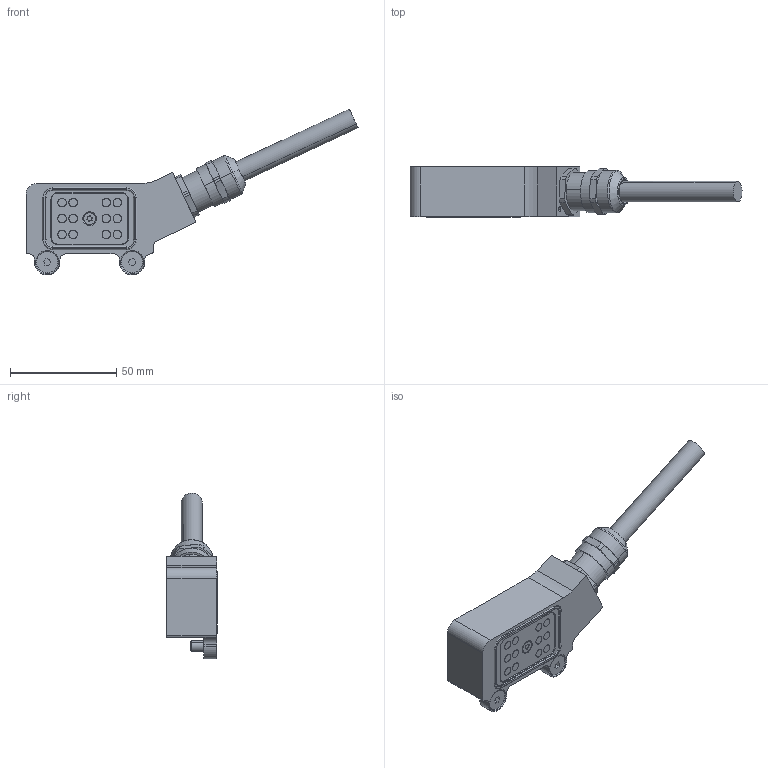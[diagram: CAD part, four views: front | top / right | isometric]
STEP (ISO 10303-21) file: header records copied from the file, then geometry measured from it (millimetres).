
FILE_DESCRIPTION (( 'STEP AP203' ), '1' );
FILE_NAME ('P1306.STEP', '2021-04-15T13:57:57', ( '' ), ( '' ), 'SwSTEP 2.0', 'SolidWorks 2019', '' );
FILE_SCHEMA (( 'CONFIG_CONTROL_DESIGN' ));
Length unit declared in the file: millimetre
Products named in the file (1): P1306
Bounding box: 156.38 x 23.8 x 78.06 mm (x, y, z)
Volume: 76415.9 mm3; surface area: 23744.5 mm2
Topology: 20 solids, 21 shells, 460 faces, 1014 edges, 623 vertices
Faces by surface type: cylinder 230, plane 126, cone 78, torus 26
Entity records: 12796 total; most frequent: DIRECTION 2445, CARTESIAN_POINT 2162, ORIENTED_EDGE 2012, EDGE_CURVE 1006, AXIS2_PLACEMENT_3D 1002, VERTEX_POINT 623, CIRCLE 541, EDGE_LOOP 529
